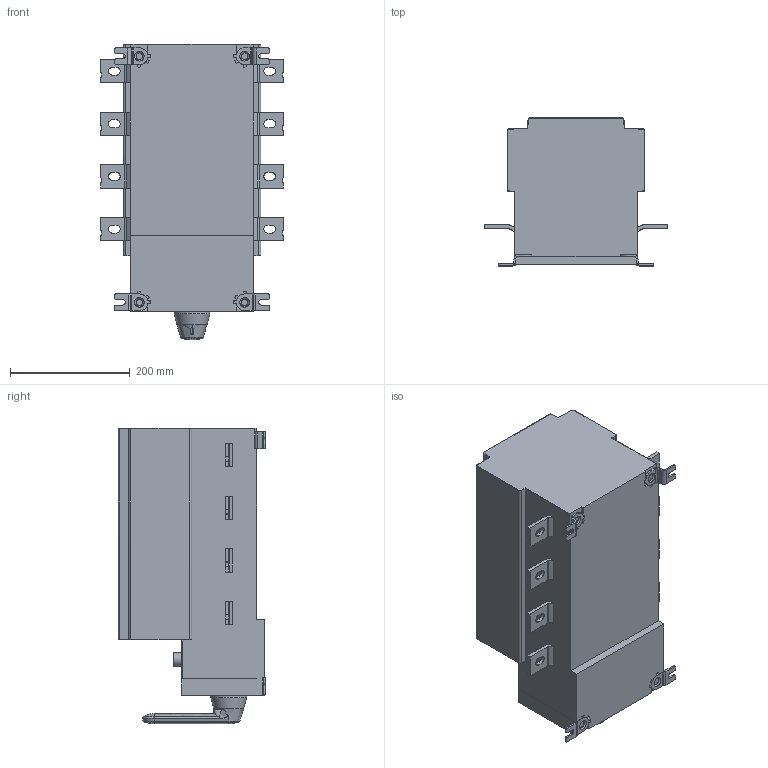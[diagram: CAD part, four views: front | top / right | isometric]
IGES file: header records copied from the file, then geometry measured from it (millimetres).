
Global section: file name: OS600ES40.igs; preprocessor: I-DEAS 3D IGES Translator 11; date: 20060519.110535; units: millimetre
Bounding box: 305.66 x 246.7 x 494 mm (x, y, z)
Volume: 20461382.8 mm3; surface area: 554971.4 mm2
Topology: 1 solids, 1 shells, 472 faces, 1299 edges, 845 vertices
Faces by surface type: bspline 472
